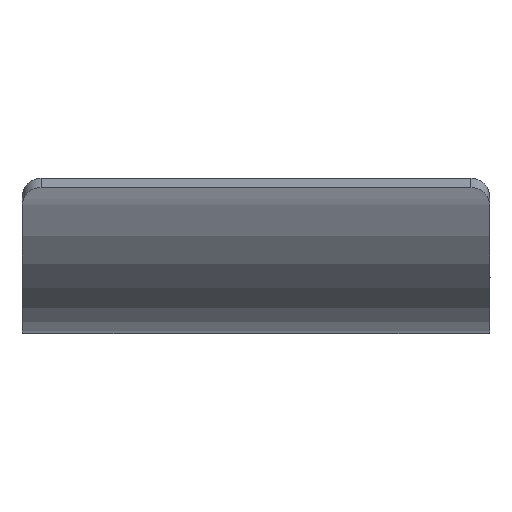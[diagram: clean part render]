
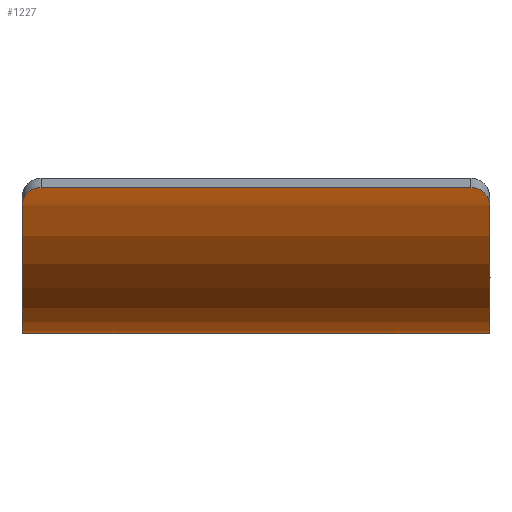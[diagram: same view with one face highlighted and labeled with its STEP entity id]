
A CAD part, front view. The second image highlights one B-rep face of the part: STEP entity #1227.
In plain terms, the highlighted cylindrical face has radius 16.3 mm (diameter 32.6 mm), a partial arc.
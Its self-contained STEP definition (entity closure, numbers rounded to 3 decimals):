
#17 = CARTESIAN_POINT ( 'NONE',  ( -16.55, -57.5, -5.044 ) ) ;
#19 = CARTESIAN_POINT ( 'NONE',  ( 18., -56.99, -6.403 ) ) ;
#25 = EDGE_CURVE ( 'NONE', #1969, #1033, #1291, .T. ) ;
#102 = VECTOR ( 'NONE', #1261, 1000. ) ;
#124 = CARTESIAN_POINT ( 'NONE',  ( 16.742, -57.5, -5.044 ) ) ;
#214 = CARTESIAN_POINT ( 'NONE',  ( -18., -42., -16.3 ) ) ;
#353 = CARTESIAN_POINT ( 'NONE',  ( -18., -42., -16.3 ) ) ;
#383 = CARTESIAN_POINT ( 'NONE',  ( 18., -42., 0. ) ) ;
#397 = DIRECTION ( 'NONE',  ( 0., 0.504, -0.863 ) ) ;
#404 = DIRECTION ( 'NONE',  ( 1., 0., 0. ) ) ;
#469 = EDGE_CURVE ( 'NONE', #2636, #765, #2960, .T. ) ;
#484 = ORIENTED_EDGE ( 'NONE', *, *, #3104, .T. ) ;
#492 = CARTESIAN_POINT ( 'NONE',  ( 9.7, -42., -16.3 ) ) ;
#508 = CARTESIAN_POINT ( 'NONE',  ( -17.963, -57.135, -6.054 ) ) ;
#593 = CARTESIAN_POINT ( 'NONE',  ( 16.926, -57.489, -5.079 ) ) ;
#606 = CARTESIAN_POINT ( 'NONE',  ( 18., -56.99, -6.403 ) ) ;
#619 = EDGE_CURVE ( 'NONE', #3186, #2636, #1003, .T. ) ;
#622 = CARTESIAN_POINT ( 'NONE',  ( 17.816, -57.264, -5.722 ) ) ;
#628 = ORIENTED_EDGE ( 'NONE', *, *, #25, .T. ) ;
#676 = CARTESIAN_POINT ( 'NONE',  ( -9.7, -42., -16.3 ) ) ;
#699 = CARTESIAN_POINT ( 'NONE',  ( -17.283, -57.442, -5.219 ) ) ;
#749 = VECTOR ( 'NONE', #404, 1000. ) ;
#765 = VERTEX_POINT ( 'NONE', #676 ) ;
#779 = VERTEX_POINT ( 'NONE', #2371 ) ;
#811 = CARTESIAN_POINT ( 'NONE',  ( 17.963, -57.135, -6.054 ) ) ;
#879 = DIRECTION ( 'NONE',  ( 0., 0., -1. ) ) ;
#981 = AXIS2_PLACEMENT_3D ( 'NONE', #1057, #2561, #1577 ) ;
#992 = EDGE_CURVE ( 'NONE', #765, #1216, #1441, .T. ) ;
#1003 = LINE ( 'NONE', #1292, #102 ) ;
#1033 = VERTEX_POINT ( 'NONE', #2779 ) ;
#1057 = CARTESIAN_POINT ( 'NONE',  ( -18., -42., 0. ) ) ;
#1088 = CARTESIAN_POINT ( 'NONE',  ( 17.711, -57.318, -5.574 ) ) ;
#1100 = VECTOR ( 'NONE', #1190, 1000. ) ;
#1106 = CARTESIAN_POINT ( 'NONE',  ( 16.55, -57.5, -5.044 ) ) ;
#1157 = CARTESIAN_POINT ( 'NONE',  ( 18., -42., -16.3 ) ) ;
#1185 = CIRCLE ( 'NONE', #981, 16.3 ) ;
#1190 = DIRECTION ( 'NONE',  ( -1., 0., 0. ) ) ;
#1216 = VERTEX_POINT ( 'NONE', #353 ) ;
#1227 = ADVANCED_FACE ( 'NONE', ( #2317 ), #2860, .T. ) ;
#1261 = DIRECTION ( 'NONE',  ( -1., 0., 0. ) ) ;
#1291 = B_SPLINE_CURVE_WITH_KNOTS ( 'NONE', 3,
 ( #17, #2698, #2933, #699, #2715, #3181, #1475, #508, #3151, #1487 ),
 .UNSPECIFIED., .F., .F.,
 ( 4, 2, 2, 2, 4 ),
 ( 0., 0.25, 0.5, 0.75, 1. ),
 .UNSPECIFIED. ) ;
#1292 = CARTESIAN_POINT ( 'NONE',  ( -18., -42., -16.3 ) ) ;
#1349 = CARTESIAN_POINT ( 'NONE',  ( 18., -57.065, -6.226 ) ) ;
#1403 = DIRECTION ( 'NONE',  ( -1., 0., 0. ) ) ;
#1441 = LINE ( 'NONE', #214, #1100 ) ;
#1475 = CARTESIAN_POINT ( 'NONE',  ( -17.816, -57.264, -5.722 ) ) ;
#1479 = ORIENTED_EDGE ( 'NONE', *, *, #469, .F. ) ;
#1487 = CARTESIAN_POINT ( 'NONE',  ( -18., -56.99, -6.403 ) ) ;
#1577 = DIRECTION ( 'NONE',  ( 0., 0.504, -0.863 ) ) ;
#1609 = CARTESIAN_POINT ( 'NONE',  ( -18., -42., 0. ) ) ;
#1637 = DIRECTION ( 'NONE',  ( -1., 0., 0. ) ) ;
#1700 = ORIENTED_EDGE ( 'NONE', *, *, #2118, .F. ) ;
#1886 = VERTEX_POINT ( 'NONE', #19 ) ;
#1967 = B_SPLINE_CURVE_WITH_KNOTS ( 'NONE', 3,
 ( #606, #1349, #811, #622, #1088, #2330, #3013, #593, #124, #1106 ),
 .UNSPECIFIED., .F., .F.,
 ( 4, 2, 2, 2, 4 ),
 ( 0., 0.25, 0.5, 0.75, 1. ),
 .UNSPECIFIED. ) ;
#1969 = VERTEX_POINT ( 'NONE', #2538 ) ;
#2023 = AXIS2_PLACEMENT_3D ( 'NONE', #383, #1637, #397 ) ;
#2069 = EDGE_LOOP ( 'NONE', ( #2555, #3071, #484, #1700, #628, #2346, #2529, #1479 ) ) ;
#2118 = EDGE_CURVE ( 'NONE', #1969, #779, #2419, .T. ) ;
#2185 = EDGE_CURVE ( 'NONE', #3186, #1886, #3003, .T. ) ;
#2317 = FACE_OUTER_BOUND ( 'NONE', #2069, .T. ) ;
#2330 = CARTESIAN_POINT ( 'NONE',  ( 17.44, -57.409, -5.318 ) ) ;
#2346 = ORIENTED_EDGE ( 'NONE', *, *, #3162, .F. ) ;
#2371 = CARTESIAN_POINT ( 'NONE',  ( 16.55, -57.5, -5.044 ) ) ;
#2419 = LINE ( 'NONE', #2876, #749 ) ;
#2529 = ORIENTED_EDGE ( 'NONE', *, *, #992, .F. ) ;
#2538 = CARTESIAN_POINT ( 'NONE',  ( -16.55, -57.5, -5.044 ) ) ;
#2555 = ORIENTED_EDGE ( 'NONE', *, *, #619, .F. ) ;
#2561 = DIRECTION ( 'NONE',  ( -1., 0., 0. ) ) ;
#2636 = VERTEX_POINT ( 'NONE', #492 ) ;
#2698 = CARTESIAN_POINT ( 'NONE',  ( -16.742, -57.5, -5.044 ) ) ;
#2715 = CARTESIAN_POINT ( 'NONE',  ( -17.44, -57.409, -5.318 ) ) ;
#2779 = CARTESIAN_POINT ( 'NONE',  ( -18., -56.99, -6.403 ) ) ;
#2860 = CYLINDRICAL_SURFACE ( 'NONE', #2961, 16.3 ) ;
#2876 = CARTESIAN_POINT ( 'NONE',  ( -16.55, -57.5, -5.044 ) ) ;
#2879 = VECTOR ( 'NONE', #3052, 1000. ) ;
#2933 = CARTESIAN_POINT ( 'NONE',  ( -16.926, -57.489, -5.079 ) ) ;
#2960 = LINE ( 'NONE', #3037, #2879 ) ;
#2961 = AXIS2_PLACEMENT_3D ( 'NONE', #1609, #1403, #879 ) ;
#3003 = CIRCLE ( 'NONE', #2023, 16.3 ) ;
#3013 = CARTESIAN_POINT ( 'NONE',  ( 17.282, -57.442, -5.219 ) ) ;
#3037 = CARTESIAN_POINT ( 'NONE',  ( 9.7, -42., -16.3 ) ) ;
#3052 = DIRECTION ( 'NONE',  ( -1., 0., 0. ) ) ;
#3071 = ORIENTED_EDGE ( 'NONE', *, *, #2185, .T. ) ;
#3104 = EDGE_CURVE ( 'NONE', #1886, #779, #1967, .T. ) ;
#3151 = CARTESIAN_POINT ( 'NONE',  ( -18., -57.065, -6.226 ) ) ;
#3162 = EDGE_CURVE ( 'NONE', #1216, #1033, #1185, .T. ) ;
#3181 = CARTESIAN_POINT ( 'NONE',  ( -17.711, -57.318, -5.574 ) ) ;
#3186 = VERTEX_POINT ( 'NONE', #1157 ) ;
